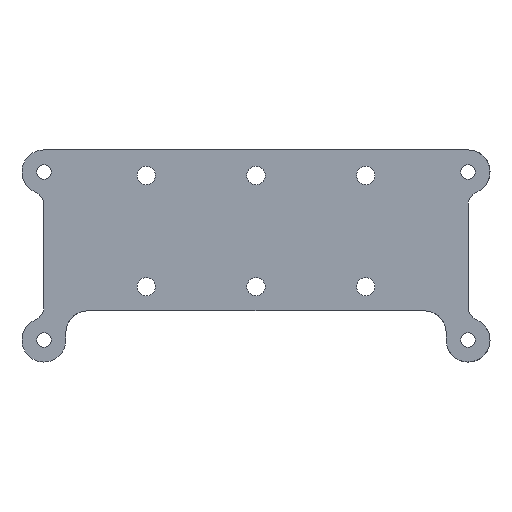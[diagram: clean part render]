
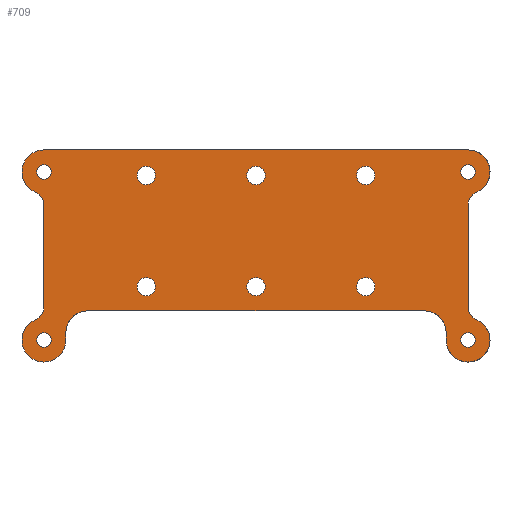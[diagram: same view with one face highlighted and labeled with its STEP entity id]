
A CAD part, front view. The second image highlights one B-rep face of the part: STEP entity #709.
In plain terms, the highlighted planar face has unit normal (0, -1, 0).
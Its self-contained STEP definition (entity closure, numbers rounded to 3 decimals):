
#25=FACE_BOUND('',#133,.T.);
#26=FACE_BOUND('',#134,.T.);
#27=FACE_BOUND('',#135,.T.);
#28=FACE_BOUND('',#136,.T.);
#29=FACE_BOUND('',#137,.T.);
#30=FACE_BOUND('',#138,.T.);
#31=FACE_BOUND('',#139,.T.);
#32=FACE_BOUND('',#140,.T.);
#33=FACE_BOUND('',#141,.T.);
#34=FACE_BOUND('',#142,.T.);
#50=PLANE('',#810);
#86=FACE_OUTER_BOUND('',#132,.T.);
#132=EDGE_LOOP('',(#626,#627,#628,#629,#630,#631,#632,#633,#634,#635,#636,
#637,#638,#639,#640,#641,#642,#643));
#133=EDGE_LOOP('',(#644));
#134=EDGE_LOOP('',(#645));
#135=EDGE_LOOP('',(#646));
#136=EDGE_LOOP('',(#647));
#137=EDGE_LOOP('',(#648));
#138=EDGE_LOOP('',(#649));
#139=EDGE_LOOP('',(#650));
#140=EDGE_LOOP('',(#651));
#141=EDGE_LOOP('',(#652));
#142=EDGE_LOOP('',(#653));
#143=CIRCLE('',#725,3.);
#146=CIRCLE('',#730,3.);
#147=CIRCLE('',#733,2.);
#153=CIRCLE('',#741,3.);
#154=CIRCLE('',#743,2.);
#166=CIRCLE('',#759,2.);
#170=CIRCLE('',#766,2.);
#173=CIRCLE('',#771,3.);
#174=CIRCLE('',#772,3.);
#176=CIRCLE('',#775,1.);
#178=CIRCLE('',#779,3.);
#179=CIRCLE('',#780,3.);
#181=CIRCLE('',#783,1.);
#183=CIRCLE('',#787,3.);
#185=CIRCLE('',#790,1.);
#187=CIRCLE('',#794,1.);
#188=CIRCLE('',#797,1.25);
#189=CIRCLE('',#799,1.25);
#190=CIRCLE('',#801,1.25);
#191=CIRCLE('',#803,1.25);
#192=CIRCLE('',#805,1.25);
#193=CIRCLE('',#807,1.25);
#196=LINE('',#1050,#236);
#200=LINE('',#1073,#240);
#208=LINE('',#1157,#248);
#215=LINE('',#1218,#255);
#232=LINE('',#1314,#272);
#233=LINE('',#1316,#273);
#236=VECTOR('',#823,10.);
#240=VECTOR('',#835,10.);
#248=VECTOR('',#877,10.);
#255=VECTOR('',#916,10.);
#272=VECTOR('',#1021,10.);
#273=VECTOR('',#1024,10.);
#286=VERTEX_POINT('',#1041);
#287=VERTEX_POINT('',#1043);
#289=VERTEX_POINT('',#1049);
#292=VERTEX_POINT('',#1057);
#294=VERTEX_POINT('',#1072);
#297=VERTEX_POINT('',#1082);
#298=VERTEX_POINT('',#1084);
#305=VERTEX_POINT('',#1123);
#307=VERTEX_POINT('',#1128);
#308=VERTEX_POINT('',#1130);
#322=VERTEX_POINT('',#1181);
#323=VERTEX_POINT('',#1183);
#327=VERTEX_POINT('',#1216);
#329=VERTEX_POINT('',#1221);
#331=VERTEX_POINT('',#1241);
#333=VERTEX_POINT('',#1248);
#335=VERTEX_POINT('',#1255);
#336=VERTEX_POINT('',#1257);
#338=VERTEX_POINT('',#1264);
#340=VERTEX_POINT('',#1272);
#342=VERTEX_POINT('',#1278);
#344=VERTEX_POINT('',#1285);
#345=VERTEX_POINT('',#1290);
#346=VERTEX_POINT('',#1294);
#347=VERTEX_POINT('',#1298);
#348=VERTEX_POINT('',#1302);
#349=VERTEX_POINT('',#1306);
#350=VERTEX_POINT('',#1310);
#353=EDGE_CURVE('',#286,#287,#143,.T.);
#356=EDGE_CURVE('',#289,#287,#196,.T.);
#360=EDGE_CURVE('',#289,#292,#146,.T.);
#363=EDGE_CURVE('',#294,#292,#200,.T.);
#367=EDGE_CURVE('',#297,#298,#147,.T.);
#378=EDGE_CURVE('',#305,#297,#153,.T.);
#380=EDGE_CURVE('',#307,#308,#154,.T.);
#387=EDGE_CURVE('',#298,#307,#208,.T.);
#400=EDGE_CURVE('',#322,#323,#166,.T.);
#408=EDGE_CURVE('',#327,#322,#215,.T.);
#410=EDGE_CURVE('',#329,#327,#170,.T.);
#415=EDGE_CURVE('',#331,#329,#173,.T.);
#416=EDGE_CURVE('',#294,#331,#174,.T.);
#419=EDGE_CURVE('',#333,#333,#176,.T.);
#422=EDGE_CURVE('',#335,#336,#178,.T.);
#424=EDGE_CURVE('',#323,#335,#179,.T.);
#427=EDGE_CURVE('',#338,#338,#181,.T.);
#430=EDGE_CURVE('',#308,#340,#183,.T.);
#434=EDGE_CURVE('',#342,#342,#185,.T.);
#437=EDGE_CURVE('',#344,#344,#187,.T.);
#439=EDGE_CURVE('',#345,#345,#188,.T.);
#441=EDGE_CURVE('',#346,#346,#189,.T.);
#443=EDGE_CURVE('',#347,#347,#190,.T.);
#445=EDGE_CURVE('',#348,#348,#191,.T.);
#447=EDGE_CURVE('',#349,#349,#192,.T.);
#449=EDGE_CURVE('',#350,#350,#193,.T.);
#450=EDGE_CURVE('',#340,#286,#232,.T.);
#451=EDGE_CURVE('',#336,#305,#233,.T.);
#626=ORIENTED_EDGE('',*,*,#410,.F.);
#627=ORIENTED_EDGE('',*,*,#415,.F.);
#628=ORIENTED_EDGE('',*,*,#416,.F.);
#629=ORIENTED_EDGE('',*,*,#363,.T.);
#630=ORIENTED_EDGE('',*,*,#360,.F.);
#631=ORIENTED_EDGE('',*,*,#356,.T.);
#632=ORIENTED_EDGE('',*,*,#353,.F.);
#633=ORIENTED_EDGE('',*,*,#450,.F.);
#634=ORIENTED_EDGE('',*,*,#430,.F.);
#635=ORIENTED_EDGE('',*,*,#380,.F.);
#636=ORIENTED_EDGE('',*,*,#387,.F.);
#637=ORIENTED_EDGE('',*,*,#367,.F.);
#638=ORIENTED_EDGE('',*,*,#378,.F.);
#639=ORIENTED_EDGE('',*,*,#451,.F.);
#640=ORIENTED_EDGE('',*,*,#422,.F.);
#641=ORIENTED_EDGE('',*,*,#424,.F.);
#642=ORIENTED_EDGE('',*,*,#400,.F.);
#643=ORIENTED_EDGE('',*,*,#408,.F.);
#644=ORIENTED_EDGE('',*,*,#419,.F.);
#645=ORIENTED_EDGE('',*,*,#427,.F.);
#646=ORIENTED_EDGE('',*,*,#434,.F.);
#647=ORIENTED_EDGE('',*,*,#437,.F.);
#648=ORIENTED_EDGE('',*,*,#449,.F.);
#649=ORIENTED_EDGE('',*,*,#447,.F.);
#650=ORIENTED_EDGE('',*,*,#445,.F.);
#651=ORIENTED_EDGE('',*,*,#443,.F.);
#652=ORIENTED_EDGE('',*,*,#441,.F.);
#653=ORIENTED_EDGE('',*,*,#439,.F.);
#709=ADVANCED_FACE('',(#86,#25,#26,#27,#28,#29,#30,#31,#32,#33,#34),#50,
 .F.);
#725=AXIS2_PLACEMENT_3D('',#1044,#816,#817);
#730=AXIS2_PLACEMENT_3D('',#1058,#830,#831);
#733=AXIS2_PLACEMENT_3D('',#1085,#840,#841);
#741=AXIS2_PLACEMENT_3D('',#1125,#859,#860);
#743=AXIS2_PLACEMENT_3D('',#1131,#864,#865);
#759=AXIS2_PLACEMENT_3D('',#1184,#902,#903);
#766=AXIS2_PLACEMENT_3D('',#1223,#920,#921);
#771=AXIS2_PLACEMENT_3D('',#1243,#931,#932);
#772=AXIS2_PLACEMENT_3D('',#1244,#933,#934);
#775=AXIS2_PLACEMENT_3D('',#1250,#940,#941);
#779=AXIS2_PLACEMENT_3D('',#1258,#949,#950);
#780=AXIS2_PLACEMENT_3D('',#1260,#952,#953);
#783=AXIS2_PLACEMENT_3D('',#1266,#959,#960);
#787=AXIS2_PLACEMENT_3D('',#1273,#968,#969);
#790=AXIS2_PLACEMENT_3D('',#1280,#976,#977);
#794=AXIS2_PLACEMENT_3D('',#1287,#985,#986);
#797=AXIS2_PLACEMENT_3D('',#1292,#992,#993);
#799=AXIS2_PLACEMENT_3D('',#1296,#997,#998);
#801=AXIS2_PLACEMENT_3D('',#1300,#1002,#1003);
#803=AXIS2_PLACEMENT_3D('',#1304,#1007,#1008);
#805=AXIS2_PLACEMENT_3D('',#1308,#1012,#1013);
#807=AXIS2_PLACEMENT_3D('',#1312,#1017,#1018);
#810=AXIS2_PLACEMENT_3D('',#1317,#1025,#1026);
#816=DIRECTION('center_axis',(0.,-1.,0.));
#817=DIRECTION('ref_axis',(0.707,0.,0.707));
#823=DIRECTION('',(1.,0.,0.));
#830=DIRECTION('center_axis',(0.,-1.,0.));
#831=DIRECTION('ref_axis',(-0.707,0.,0.707));
#835=DIRECTION('',(0.,0.,1.));
#840=DIRECTION('center_axis',(0.,-1.,0.));
#841=DIRECTION('ref_axis',(-0.837,0.,0.548));
#859=DIRECTION('center_axis',(0.,1.,0.));
#860=DIRECTION('ref_axis',(1.,0.,0.));
#864=DIRECTION('center_axis',(0.,-1.,0.));
#865=DIRECTION('ref_axis',(-0.837,0.,-0.548));
#877=DIRECTION('',(0.,0.,-1.));
#902=DIRECTION('center_axis',(0.,-1.,0.));
#903=DIRECTION('ref_axis',(0.837,0.,0.548));
#916=DIRECTION('',(0.,0.,1.));
#920=DIRECTION('center_axis',(0.,-1.,0.));
#921=DIRECTION('ref_axis',(0.837,0.,-0.548));
#931=DIRECTION('center_axis',(0.,1.,0.));
#932=DIRECTION('ref_axis',(1.,0.,0.));
#933=DIRECTION('center_axis',(0.,1.,0.));
#934=DIRECTION('ref_axis',(1.,0.,0.));
#940=DIRECTION('center_axis',(0.,-1.,0.));
#941=DIRECTION('ref_axis',(1.,0.,0.));
#949=DIRECTION('center_axis',(0.,1.,0.));
#950=DIRECTION('ref_axis',(1.,0.,0.));
#952=DIRECTION('center_axis',(0.,1.,0.));
#953=DIRECTION('ref_axis',(1.,0.,0.));
#959=DIRECTION('center_axis',(0.,-1.,0.));
#960=DIRECTION('ref_axis',(1.,0.,0.));
#968=DIRECTION('center_axis',(0.,1.,0.));
#969=DIRECTION('ref_axis',(1.,0.,0.));
#976=DIRECTION('center_axis',(0.,-1.,0.));
#977=DIRECTION('ref_axis',(1.,0.,0.));
#985=DIRECTION('center_axis',(0.,-1.,0.));
#986=DIRECTION('ref_axis',(1.,0.,0.));
#992=DIRECTION('center_axis',(0.,-1.,0.));
#993=DIRECTION('ref_axis',(1.,0.,0.));
#997=DIRECTION('center_axis',(0.,-1.,0.));
#998=DIRECTION('ref_axis',(1.,0.,0.));
#1002=DIRECTION('center_axis',(0.,-1.,0.));
#1003=DIRECTION('ref_axis',(1.,0.,0.));
#1007=DIRECTION('center_axis',(0.,-1.,0.));
#1008=DIRECTION('ref_axis',(1.,0.,0.));
#1012=DIRECTION('center_axis',(0.,-1.,0.));
#1013=DIRECTION('ref_axis',(1.,0.,0.));
#1017=DIRECTION('center_axis',(0.,-1.,0.));
#1018=DIRECTION('ref_axis',(1.,0.,0.));
#1021=DIRECTION('',(0.,0.,1.));
#1024=DIRECTION('',(1.,0.,0.));
#1025=DIRECTION('center_axis',(0.,1.,0.));
#1026=DIRECTION('ref_axis',(1.,0.,0.));
#1041=CARTESIAN_POINT('',(55.,0.,-22.));
#1043=CARTESIAN_POINT('',(52.,0.,-19.));
#1044=CARTESIAN_POINT('Origin',(52.,0.,-22.));
#1049=CARTESIAN_POINT('',(6.,0.,-19.));
#1050=CARTESIAN_POINT('',(0.,0.,-19.));
#1057=CARTESIAN_POINT('',(3.,0.,-22.));
#1058=CARTESIAN_POINT('Origin',(6.,0.,-22.));
#1072=CARTESIAN_POINT('',(3.,0.,-23.));
#1073=CARTESIAN_POINT('',(3.,0.,-23.));
#1082=CARTESIAN_POINT('',(59.2,0.,-2.75));
#1084=CARTESIAN_POINT('',(58.,0.,-4.583));
#1085=CARTESIAN_POINT('Origin',(60.,0.,-4.583));
#1123=CARTESIAN_POINT('',(58.,0.,3.));
#1125=CARTESIAN_POINT('Origin',(58.,0.,0.));
#1128=CARTESIAN_POINT('',(58.,0.,-18.417));
#1130=CARTESIAN_POINT('',(59.2,0.,-20.25));
#1131=CARTESIAN_POINT('Origin',(60.,0.,-18.417));
#1157=CARTESIAN_POINT('',(58.,0.,-3.));
#1181=CARTESIAN_POINT('',(0.,0.,-4.583));
#1183=CARTESIAN_POINT('',(-1.2,0.,-2.75));
#1184=CARTESIAN_POINT('Origin',(-2.,0.,-4.583));
#1216=CARTESIAN_POINT('',(0.,0.,-18.417));
#1218=CARTESIAN_POINT('',(0.,0.,-20.));
#1221=CARTESIAN_POINT('',(-1.2,0.,-20.25));
#1223=CARTESIAN_POINT('Origin',(-2.,0.,-18.417));
#1241=CARTESIAN_POINT('',(-3.,0.,-23.));
#1243=CARTESIAN_POINT('Origin',(0.,0.,-23.));
#1244=CARTESIAN_POINT('Origin',(0.,0.,-23.));
#1248=CARTESIAN_POINT('',(57.,0.,0.));
#1250=CARTESIAN_POINT('Origin',(58.,0.,0.));
#1255=CARTESIAN_POINT('',(-3.,0.,0.));
#1257=CARTESIAN_POINT('',(0.,0.,3.));
#1258=CARTESIAN_POINT('Origin',(0.,0.,0.));
#1260=CARTESIAN_POINT('Origin',(0.,0.,0.));
#1264=CARTESIAN_POINT('',(-1.,0.,0.));
#1266=CARTESIAN_POINT('Origin',(0.,0.,0.));
#1272=CARTESIAN_POINT('',(55.,0.,-23.));
#1273=CARTESIAN_POINT('Origin',(58.,0.,-23.));
#1278=CARTESIAN_POINT('',(57.,0.,-23.));
#1280=CARTESIAN_POINT('Origin',(58.,0.,-23.));
#1285=CARTESIAN_POINT('',(-1.,0.,-23.));
#1287=CARTESIAN_POINT('Origin',(0.,0.,-23.));
#1290=CARTESIAN_POINT('',(27.75,0.,-15.695));
#1292=CARTESIAN_POINT('Origin',(29.,0.,-15.695));
#1294=CARTESIAN_POINT('',(12.75,0.,-15.695));
#1296=CARTESIAN_POINT('Origin',(14.,0.,-15.695));
#1298=CARTESIAN_POINT('',(12.75,0.,-0.483));
#1300=CARTESIAN_POINT('Origin',(14.,0.,-0.483));
#1302=CARTESIAN_POINT('',(42.75,0.,-15.695));
#1304=CARTESIAN_POINT('Origin',(44.,0.,-15.695));
#1306=CARTESIAN_POINT('',(27.75,0.,-0.483));
#1308=CARTESIAN_POINT('Origin',(29.,0.,-0.483));
#1310=CARTESIAN_POINT('',(42.75,0.,-0.483));
#1312=CARTESIAN_POINT('Origin',(44.,0.,-0.483));
#1314=CARTESIAN_POINT('',(55.,0.,-23.));
#1316=CARTESIAN_POINT('',(0.,0.,3.));
#1317=CARTESIAN_POINT('Origin',(29.,0.,-10.));
